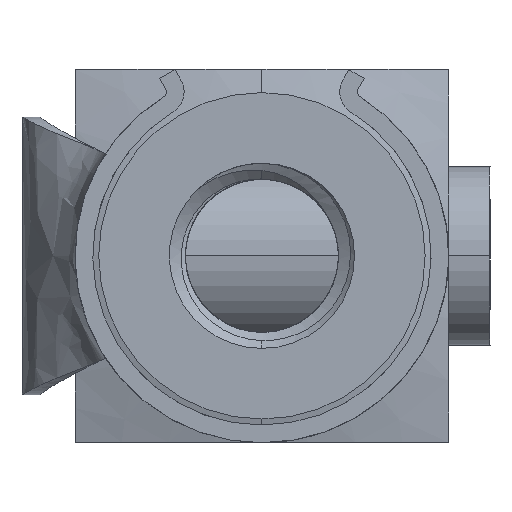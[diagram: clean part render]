
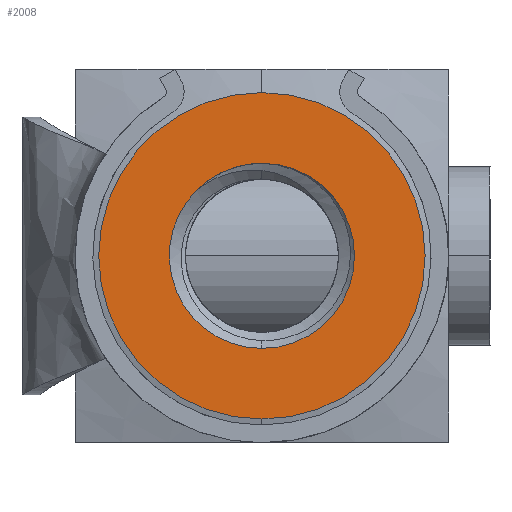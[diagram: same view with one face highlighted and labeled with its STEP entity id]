
A CAD part, front view. The second image highlights one B-rep face of the part: STEP entity #2008.
In plain terms, the highlighted planar face has unit normal (0, -1, 0).
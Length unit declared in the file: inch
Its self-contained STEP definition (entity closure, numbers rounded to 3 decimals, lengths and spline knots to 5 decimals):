
#285 = CARTESIAN_POINT ( 'NONE',  ( -0.11049, -0.472, 0.11049 ) ) ;
#872 = DIRECTION ( 'NONE',  ( 0., -1., 0. ) ) ;
#1061 = CARTESIAN_POINT ( 'NONE',  ( 0., -0.472, -0.2755 ) ) ;
#1080 = DIRECTION ( 'NONE',  ( 0., -1., 0. ) ) ;
#1300 = EDGE_CURVE ( 'NONE', #1645, #2347, #4215, .T. ) ;
#1351 = CIRCLE ( 'NONE', #1925, 0.2755 ) ;
#1361 = VERTEX_POINT ( 'NONE', #1061 ) ;
#1637 = DIRECTION ( 'NONE',  ( 0., -1., 0. ) ) ;
#1645 = VERTEX_POINT ( 'NONE', #5208 ) ;
#1790 = CARTESIAN_POINT ( 'NONE',  ( 0., -0.472, 0. ) ) ;
#1925 = AXIS2_PLACEMENT_3D ( 'NONE', #4391, #1637, #4876 ) ;
#1958 = CIRCLE ( 'NONE', #5838, 0.15625 ) ;
#1961 = DIRECTION ( 'NONE',  ( 0., -1., 0. ) ) ;
#2008 = ADVANCED_FACE ( 'NONE', ( #4288, #4452 ), #4095, .T. ) ;
#2266 = DIRECTION ( 'NONE',  ( 0., 0., -1. ) ) ;
#2299 = DIRECTION ( 'NONE',  ( 0., 0., -1. ) ) ;
#2339 = CIRCLE ( 'NONE', #4988, 0.2755 ) ;
#2347 = VERTEX_POINT ( 'NONE', #3423 ) ;
#2368 = EDGE_LOOP ( 'NONE', ( #5602, #3033, #4975 ) ) ;
#2854 = AXIS2_PLACEMENT_3D ( 'NONE', #4589, #5055, #2299 ) ;
#2891 = VERTEX_POINT ( 'NONE', #5740 ) ;
#2991 = ORIENTED_EDGE ( 'NONE', *, *, #3974, .T. ) ;
#3033 = ORIENTED_EDGE ( 'NONE', *, *, #5379, .F. ) ;
#3423 = CARTESIAN_POINT ( 'NONE',  ( 0., -0.472, 0.15625 ) ) ;
#3489 = ORIENTED_EDGE ( 'NONE', *, *, #5392, .T. ) ;
#3627 = CARTESIAN_POINT ( 'NONE',  ( 0., -0.472, 0. ) ) ;
#3835 = CARTESIAN_POINT ( 'NONE',  ( 0., -0.472, 0. ) ) ;
#3974 = EDGE_CURVE ( 'NONE', #1361, #2891, #1351, .T. ) ;
#4019 = VERTEX_POINT ( 'NONE', #285 ) ;
#4086 = DIRECTION ( 'NONE',  ( 0., 0., -1. ) ) ;
#4095 = PLANE ( 'NONE',  #2854 ) ;
#4215 = CIRCLE ( 'NONE', #4652, 0.15625 ) ;
#4288 = FACE_BOUND ( 'NONE', #2368, .T. ) ;
#4299 = DIRECTION ( 'NONE',  ( 0., 0., -1. ) ) ;
#4391 = CARTESIAN_POINT ( 'NONE',  ( 0., -0.472, 0. ) ) ;
#4452 = FACE_OUTER_BOUND ( 'NONE', #4536, .T. ) ;
#4519 = EDGE_CURVE ( 'NONE', #4019, #1645, #1958, .T. ) ;
#4536 = EDGE_LOOP ( 'NONE', ( #2991, #3489 ) ) ;
#4589 = CARTESIAN_POINT ( 'NONE',  ( 0., -0.472, 0. ) ) ;
#4641 = CIRCLE ( 'NONE', #4654, 0.15625 ) ;
#4652 = AXIS2_PLACEMENT_3D ( 'NONE', #4743, #1961, #5187 ) ;
#4654 = AXIS2_PLACEMENT_3D ( 'NONE', #3627, #872, #4086 ) ;
#4743 = CARTESIAN_POINT ( 'NONE',  ( 0., -0.472, 0. ) ) ;
#4876 = DIRECTION ( 'NONE',  ( 0., 0., -1. ) ) ;
#4975 = ORIENTED_EDGE ( 'NONE', *, *, #1300, .F. ) ;
#4988 = AXIS2_PLACEMENT_3D ( 'NONE', #1790, #5030, #2266 ) ;
#5030 = DIRECTION ( 'NONE',  ( 0., -1., 0. ) ) ;
#5055 = DIRECTION ( 'NONE',  ( 0., -1., 0. ) ) ;
#5187 = DIRECTION ( 'NONE',  ( 0., 0., -1. ) ) ;
#5208 = CARTESIAN_POINT ( 'NONE',  ( 0., -0.472, -0.15625 ) ) ;
#5379 = EDGE_CURVE ( 'NONE', #2347, #4019, #4641, .T. ) ;
#5392 = EDGE_CURVE ( 'NONE', #2891, #1361, #2339, .T. ) ;
#5602 = ORIENTED_EDGE ( 'NONE', *, *, #4519, .F. ) ;
#5740 = CARTESIAN_POINT ( 'NONE',  ( 0., -0.472, 0.2755 ) ) ;
#5838 = AXIS2_PLACEMENT_3D ( 'NONE', #3835, #1080, #4299 ) ;
